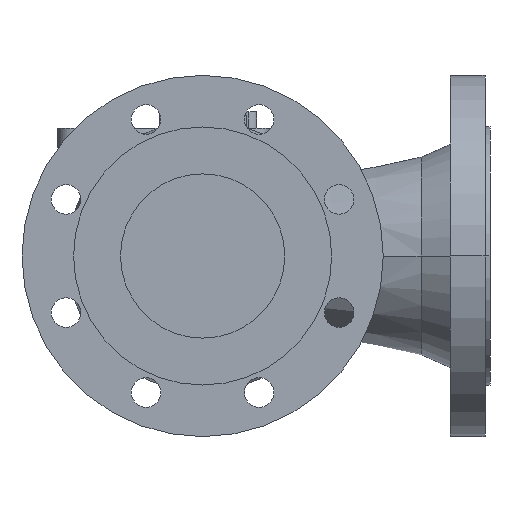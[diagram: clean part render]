
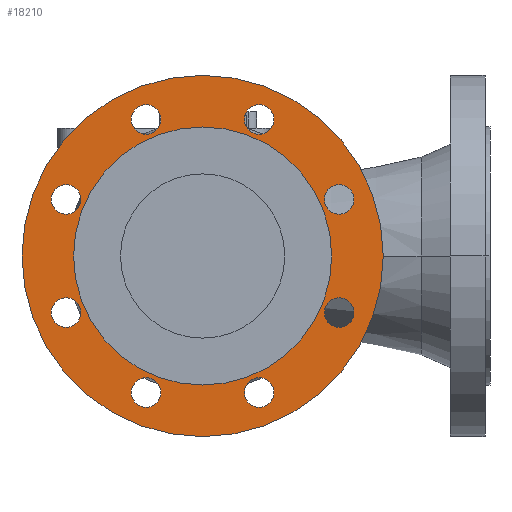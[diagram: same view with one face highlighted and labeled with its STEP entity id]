
A CAD part, front view. The second image highlights one B-rep face of the part: STEP entity #18210.
In plain terms, the highlighted planar face has unit normal (0, -1, 0).
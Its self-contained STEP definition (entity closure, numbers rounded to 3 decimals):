
#2510=CARTESIAN_POINT('',(-78.6,3.,0.));
#2520=VERTEX_POINT('',#2510);
#2680=CARTESIAN_POINT('',(78.6,3.,0.));
#2690=VERTEX_POINT('',#2680);
#2720=CARTESIAN_POINT('',(0.,3.,0.));
#2730=DIRECTION('',(0.,-1.,-0.));
#2740=DIRECTION('',(-1.,0.,0.));
#2750=AXIS2_PLACEMENT_3D('',#2720,#2730,#2740);
#2760=CIRCLE('',#2750,78.6);
#2770=EDGE_CURVE('',#2520,#2690,#2760,.T.);
#2910=CARTESIAN_POINT('',(-110.,3.,0.));
#2920=VERTEX_POINT('',#2910);
#2970=CARTESIAN_POINT('',(0.,3.,0.));
#2980=DIRECTION('',(0.,-1.,-0.));
#2990=DIRECTION('',(-1.,0.,0.));
#3000=AXIS2_PLACEMENT_3D('',#2970,#2980,#2990);
#3010=CIRCLE('',#3000,110.);
#3020=CARTESIAN_POINT('',(110.,3.,0.));
#3030=VERTEX_POINT('',#3020);
#3040=EDGE_CURVE('',#2920,#3030,#3010,.T.);
#11050=CARTESIAN_POINT('',(92.149,3.,-34.442));
#11060=VERTEX_POINT('',#11050);
#11090=CARTESIAN_POINT('',(83.149,3.,-34.442));
#11100=DIRECTION('',(-0.,1.,0.));
#11110=DIRECTION('',(1.,0.,0.));
#11120=AXIS2_PLACEMENT_3D('',#11090,#11100,#11110);
#11130=CIRCLE('',#11120,9.);
#11140=CARTESIAN_POINT('',(74.149,3.,-34.442));
#11150=VERTEX_POINT('',#11140);
#11160=EDGE_CURVE('',#11060,#11150,#11130,.T.);
#11470=CARTESIAN_POINT('',(92.149,3.,34.442));
#11480=VERTEX_POINT('',#11470);
#11510=CARTESIAN_POINT('',(83.149,3.,34.442));
#11520=DIRECTION('',(-0.,1.,0.));
#11530=DIRECTION('',(1.,0.,0.));
#11540=AXIS2_PLACEMENT_3D('',#11510,#11520,#11530);
#11550=CIRCLE('',#11540,9.);
#11560=CARTESIAN_POINT('',(74.149,3.,34.442));
#11570=VERTEX_POINT('',#11560);
#11580=EDGE_CURVE('',#11480,#11570,#11550,.T.);
#11890=CARTESIAN_POINT('',(43.442,3.,83.149));
#11900=VERTEX_POINT('',#11890);
#11930=CARTESIAN_POINT('',(34.442,3.,83.149));
#11940=DIRECTION('',(-0.,1.,0.));
#11950=DIRECTION('',(1.,0.,0.));
#11960=AXIS2_PLACEMENT_3D('',#11930,#11940,#11950);
#11970=CIRCLE('',#11960,9.);
#11980=CARTESIAN_POINT('',(25.442,3.,83.149));
#11990=VERTEX_POINT('',#11980);
#12000=EDGE_CURVE('',#11900,#11990,#11970,.T.);
#12310=CARTESIAN_POINT('',(-25.442,3.,83.149));
#12320=VERTEX_POINT('',#12310);
#12350=CARTESIAN_POINT('',(-34.442,3.,83.149));
#12360=DIRECTION('',(-0.,1.,0.));
#12370=DIRECTION('',(1.,0.,0.));
#12380=AXIS2_PLACEMENT_3D('',#12350,#12360,#12370);
#12390=CIRCLE('',#12380,9.);
#12400=CARTESIAN_POINT('',(-43.442,3.,83.149));
#12410=VERTEX_POINT('',#12400);
#12420=EDGE_CURVE('',#12320,#12410,#12390,.T.);
#12730=CARTESIAN_POINT('',(-74.149,3.,34.442));
#12740=VERTEX_POINT('',#12730);
#12770=CARTESIAN_POINT('',(-83.149,3.,34.442));
#12780=DIRECTION('',(-0.,1.,0.));
#12790=DIRECTION('',(1.,0.,0.));
#12800=AXIS2_PLACEMENT_3D('',#12770,#12780,#12790);
#12810=CIRCLE('',#12800,9.);
#12820=CARTESIAN_POINT('',(-92.149,3.,34.442));
#12830=VERTEX_POINT('',#12820);
#12840=EDGE_CURVE('',#12740,#12830,#12810,.T.);
#13150=CARTESIAN_POINT('',(-92.149,3.,-34.442));
#13160=VERTEX_POINT('',#13150);
#13320=CARTESIAN_POINT('',(-74.149,3.,-34.442));
#13330=VERTEX_POINT('',#13320);
#13360=CARTESIAN_POINT('',(-83.149,3.,-34.442));
#13370=DIRECTION('',(-0.,1.,0.));
#13380=DIRECTION('',(1.,0.,0.));
#13390=AXIS2_PLACEMENT_3D('',#13360,#13370,#13380);
#13400=CIRCLE('',#13390,9.);
#13410=EDGE_CURVE('',#13330,#13160,#13400,.T.);
#13570=CARTESIAN_POINT('',(-25.442,3.,-83.149));
#13580=VERTEX_POINT('',#13570);
#13610=CARTESIAN_POINT('',(-34.442,3.,-83.149));
#13620=DIRECTION('',(-0.,1.,0.));
#13630=DIRECTION('',(1.,0.,0.));
#13640=AXIS2_PLACEMENT_3D('',#13610,#13620,#13630);
#13650=CIRCLE('',#13640,9.);
#13660=CARTESIAN_POINT('',(-43.442,3.,-83.149));
#13670=VERTEX_POINT('',#13660);
#13680=EDGE_CURVE('',#13580,#13670,#13650,.T.);
#13990=CARTESIAN_POINT('',(43.442,3.,-83.149));
#14000=VERTEX_POINT('',#13990);
#14160=CARTESIAN_POINT('',(25.442,3.,-83.149));
#14170=VERTEX_POINT('',#14160);
#14200=CARTESIAN_POINT('',(34.442,3.,-83.149));
#14210=DIRECTION('',(-0.,1.,0.));
#14220=DIRECTION('',(1.,0.,0.));
#14230=AXIS2_PLACEMENT_3D('',#14200,#14210,#14220);
#14240=CIRCLE('',#14230,9.);
#14250=EDGE_CURVE('',#14170,#14000,#14240,.T.);
#17660=CARTESIAN_POINT('',(-94.3,3.,0.));
#17670=DIRECTION('',(0.,-1.,-0.));
#17680=DIRECTION('',(-1.,0.,0.));
#17690=AXIS2_PLACEMENT_3D('',#17660,#17670,#17680);
#17700=PLANE('',#17690);
#17710=EDGE_CURVE('',#14000,#14170,#14240,.T.);
#17720=ORIENTED_EDGE('',*,*,#17710,.T.);
#17730=ORIENTED_EDGE('',*,*,#14250,.T.);
#17740=EDGE_LOOP('',(#17730,#17720));
#17750=FACE_BOUND('',#17740,.T.);
#17760=ORIENTED_EDGE('',*,*,#13680,.T.);
#17770=EDGE_CURVE('',#13670,#13580,#13650,.T.);
#17780=ORIENTED_EDGE('',*,*,#17770,.T.);
#17790=EDGE_LOOP('',(#17780,#17760));
#17800=FACE_BOUND('',#17790,.T.);
#17810=EDGE_CURVE('',#13160,#13330,#13400,.T.);
#17820=ORIENTED_EDGE('',*,*,#17810,.T.);
#17830=ORIENTED_EDGE('',*,*,#13410,.T.);
#17840=EDGE_LOOP('',(#17830,#17820));
#17850=FACE_BOUND('',#17840,.T.);
#17860=ORIENTED_EDGE('',*,*,#12840,.T.);
#17870=EDGE_CURVE('',#12830,#12740,#12810,.T.);
#17880=ORIENTED_EDGE('',*,*,#17870,.T.);
#17890=EDGE_LOOP('',(#17880,#17860));
#17900=FACE_BOUND('',#17890,.T.);
#17910=EDGE_CURVE('',#12410,#12320,#12390,.T.);
#17920=ORIENTED_EDGE('',*,*,#17910,.T.);
#17930=ORIENTED_EDGE('',*,*,#12420,.T.);
#17940=EDGE_LOOP('',(#17930,#17920));
#17950=FACE_BOUND('',#17940,.T.);
#17960=EDGE_CURVE('',#11990,#11900,#11970,.T.);
#17970=ORIENTED_EDGE('',*,*,#17960,.T.);
#17980=ORIENTED_EDGE('',*,*,#12000,.T.);
#17990=EDGE_LOOP('',(#17980,#17970));
#18000=FACE_BOUND('',#17990,.T.);
#18010=ORIENTED_EDGE('',*,*,#11580,.T.);
#18020=EDGE_CURVE('',#11570,#11480,#11550,.T.);
#18030=ORIENTED_EDGE('',*,*,#18020,.T.);
#18040=EDGE_LOOP('',(#18030,#18010));
#18050=FACE_BOUND('',#18040,.T.);
#18060=EDGE_CURVE('',#11150,#11060,#11130,.T.);
#18070=ORIENTED_EDGE('',*,*,#18060,.T.);
#18080=ORIENTED_EDGE('',*,*,#11160,.T.);
#18090=EDGE_LOOP('',(#18080,#18070));
#18100=FACE_BOUND('',#18090,.T.);
#18110=EDGE_CURVE('',#2690,#2520,#2760,.T.);
#18120=ORIENTED_EDGE('',*,*,#18110,.F.);
#18130=ORIENTED_EDGE('',*,*,#2770,.F.);
#18140=EDGE_LOOP('',(#18130,#18120));
#18150=FACE_BOUND('',#18140,.T.);
#18160=ORIENTED_EDGE('',*,*,#3040,.T.);
#18170=EDGE_CURVE('',#3030,#2920,#3010,.T.);
#18180=ORIENTED_EDGE('',*,*,#18170,.T.);
#18190=EDGE_LOOP('',(#18180,#18160));
#18200=FACE_OUTER_BOUND('',#18190,.T.);
#18210=ADVANCED_FACE('',(#17750,#17800,#17850,#17900,#17950,#18000,
#18050,#18100,#18150,#18200),#17700,.T.);
